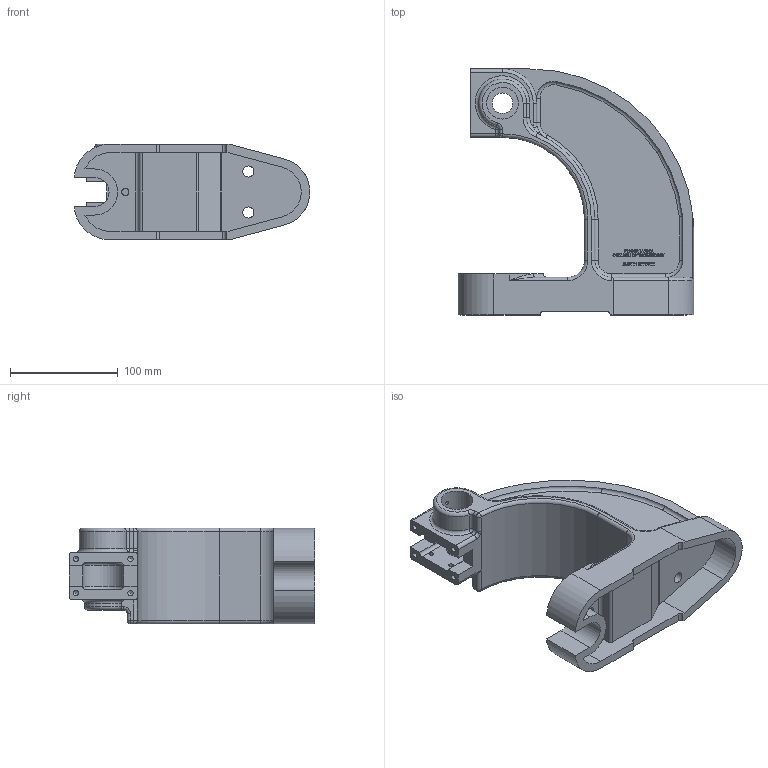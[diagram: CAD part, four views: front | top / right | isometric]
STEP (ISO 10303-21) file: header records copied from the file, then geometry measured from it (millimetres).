
FILE_DESCRIPTION(/* description */ (''),/* implementation_level */ '2;1');
FILE_NAME(/* name */ '64f30176-0556-11ec-85c0-0ae0e5d97f29.step',/* time_stamp */ '2021-08-25T03:42:18+00:00',/* author */ (''),/* organization */ (''),/* preprocessor_version */ 'ST-DEVELOPER v18.1',/* originating_system */ 'Autodesk Translation Framework v10.6.0.1341',/* authorisation */ '');
FILE_SCHEMA (('AUTOMOTIVE_DESIGN { 1 0 10303 214 3 1 1 }'));
Length unit declared in the file: centimetre
Products named in the file (1): temp_body
Bounding box: 218.99 x 228.6 x 88.9 mm (x, y, z)
Volume: 766025.7 mm3; surface area: 163346.9 mm2
Topology: 1 solids, 1 shells, 716 faces, 1903 edges, 1233 vertices
Faces by surface type: plane 424, bspline 150, cylinder 89, torus 44, sphere 5, cone 4
Full cylindrical faces by diameter (mm): 3.175 x2, 3.962 x2, 4.978 x4, 6.731 x1, 10.312 x2, 19.075 x1, 29.758 x1
Entity records: 23911 total; most frequent: CARTESIAN_POINT 6983, ORIENTED_EDGE 3780, DIRECTION 2946, EDGE_CURVE 1890, LINE 1330, VECTOR 1330, VERTEX_POINT 1233, AXIS2_PLACEMENT_3D 808
